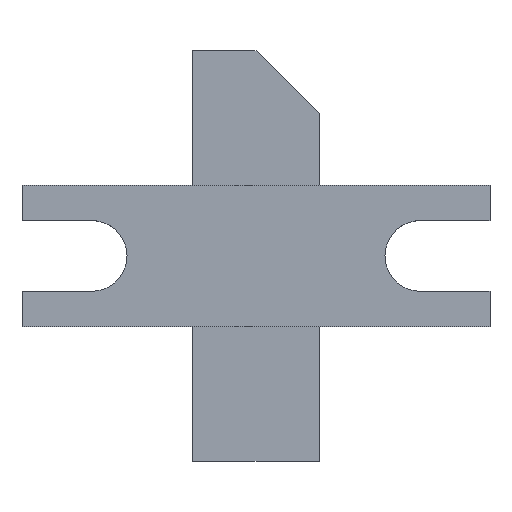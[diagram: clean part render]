
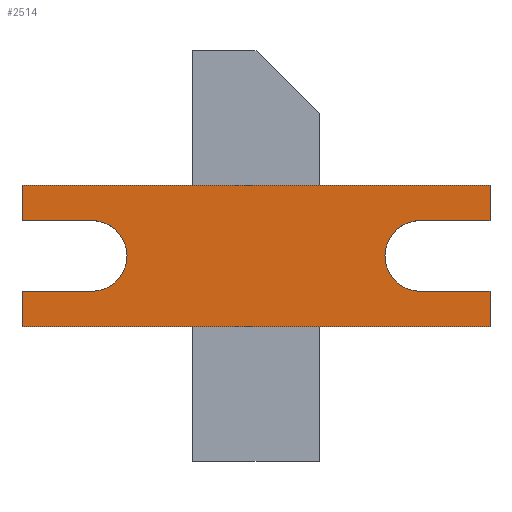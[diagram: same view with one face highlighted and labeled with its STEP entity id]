
A CAD part, top view. The second image highlights one B-rep face of the part: STEP entity #2514.
In plain terms, the highlighted planar face has unit normal (0, 0, 1).
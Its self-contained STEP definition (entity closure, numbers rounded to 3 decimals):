
#2514=ADVANCED_FACE('',(#4342),#4344,.T.);
#4342=FACE_BOUND('',#4343,.T.);
#4343=EDGE_LOOP('',(#6252,#6253,#6254,#6255,#6256,#6257,#6258,#6259,#6260,#6261,
#6262,#6263));
#4344=PLANE('',#4345);
#4345=AXIS2_PLACEMENT_3D('',#4346,#4347,#4348);
#4346=CARTESIAN_POINT('',(0.,0.,1.6));
#4347=DIRECTION('',(0.,0.,1.));
#4348=DIRECTION('',(-1.,0.,0.));
#6252=ORIENTED_EDGE('',*,*,#6992,.T.);
#6253=ORIENTED_EDGE('',*,*,#6990,.T.);
#6254=ORIENTED_EDGE('',*,*,#7012,.T.);
#6255=ORIENTED_EDGE('',*,*,#7010,.T.);
#6256=ORIENTED_EDGE('',*,*,#7008,.T.);
#6257=ORIENTED_EDGE('',*,*,#7006,.T.);
#6258=ORIENTED_EDGE('',*,*,#7004,.T.);
#6259=ORIENTED_EDGE('',*,*,#7002,.T.);
#6260=ORIENTED_EDGE('',*,*,#7000,.T.);
#6261=ORIENTED_EDGE('',*,*,#6998,.T.);
#6262=ORIENTED_EDGE('',*,*,#6996,.T.);
#6263=ORIENTED_EDGE('',*,*,#6994,.T.);
#6990=EDGE_CURVE('',#8224,#8222,#8225,.T.);
#6992=EDGE_CURVE('',#8227,#8224,#8228,.T.);
#6994=EDGE_CURVE('',#8230,#8227,#8231,.T.);
#6996=EDGE_CURVE('',#8233,#8230,#8234,.T.);
#6998=EDGE_CURVE('',#8236,#8233,#8237,.T.);
#7000=EDGE_CURVE('',#8239,#8236,#8240,.T.);
#7002=EDGE_CURVE('',#8242,#8239,#8243,.T.);
#7004=EDGE_CURVE('',#8245,#8242,#8246,.T.);
#7006=EDGE_CURVE('',#8248,#8245,#8249,.T.);
#7008=EDGE_CURVE('',#8251,#8248,#8252,.T.);
#7010=EDGE_CURVE('',#8254,#8251,#8255,.T.);
#7012=EDGE_CURVE('',#8222,#8254,#8257,.T.);
#8222=VERTEX_POINT('',#10949);
#8224=VERTEX_POINT('',#10953);
#8225=LINE('',#10954,#10955);
#8227=VERTEX_POINT('',#10960);
#8228=LINE('',#10961,#10962);
#8230=VERTEX_POINT('',#10967);
#8231=LINE('',#10968,#10969);
#8233=VERTEX_POINT('',#10974);
#8234=CIRCLE('',#10975,1.55);
#8236=VERTEX_POINT('',#10982);
#8237=LINE('',#10983,#10984);
#8239=VERTEX_POINT('',#10989);
#8240=LINE('',#10990,#10991);
#8242=VERTEX_POINT('',#10996);
#8243=LINE('',#10997,#10998);
#8245=VERTEX_POINT('',#11003);
#8246=LINE('',#11004,#11005);
#8248=VERTEX_POINT('',#11010);
#8249=LINE('',#11011,#11012);
#8251=VERTEX_POINT('',#11017);
#8252=CIRCLE('',#11018,1.55);
#8254=VERTEX_POINT('',#11025);
#8255=LINE('',#11026,#11027);
#8257=LINE('',#11032,#11033);
#10949=CARTESIAN_POINT('',(10.25,-3.1,1.6));
#10953=CARTESIAN_POINT('',(-10.25,-3.1,1.6));
#10954=CARTESIAN_POINT('',(-10.25,-3.1,1.6));
#10955=VECTOR('',#10956,1.);
#10956=DIRECTION('',(1.,0.,0.));
#10960=CARTESIAN_POINT('',(-10.25,-1.55,1.6));
#10961=CARTESIAN_POINT('',(-10.25,-1.55,1.6));
#10962=VECTOR('',#10963,1.);
#10963=DIRECTION('',(0.,-1.,0.));
#10967=CARTESIAN_POINT('',(-7.2,-1.55,1.6));
#10968=CARTESIAN_POINT('',(-7.2,-1.55,1.6));
#10969=VECTOR('',#10970,1.);
#10970=DIRECTION('',(-1.,0.,0.));
#10974=CARTESIAN_POINT('',(-7.2,1.55,1.6));
#10975=AXIS2_PLACEMENT_3D('',#10976,#10977,#10978);
#10976=CARTESIAN_POINT('',(-7.2,0.,1.6));
#10977=DIRECTION('',(0.,0.,-1.));
#10978=DIRECTION('',(0.,1.,0.));
#10982=CARTESIAN_POINT('',(-10.25,1.55,1.6));
#10983=CARTESIAN_POINT('',(-10.25,1.55,1.6));
#10984=VECTOR('',#10985,1.);
#10985=DIRECTION('',(1.,0.,0.));
#10989=CARTESIAN_POINT('',(-10.25,3.1,1.6));
#10990=CARTESIAN_POINT('',(-10.25,3.1,1.6));
#10991=VECTOR('',#10992,1.);
#10992=DIRECTION('',(0.,-1.,0.));
#10996=CARTESIAN_POINT('',(10.25,3.1,1.6));
#10997=CARTESIAN_POINT('',(10.25,3.1,1.6));
#10998=VECTOR('',#10999,1.);
#10999=DIRECTION('',(-1.,0.,0.));
#11003=CARTESIAN_POINT('',(10.25,1.55,1.6));
#11004=CARTESIAN_POINT('',(10.25,1.55,1.6));
#11005=VECTOR('',#11006,1.);
#11006=DIRECTION('',(0.,1.,0.));
#11010=CARTESIAN_POINT('',(7.2,1.55,1.6));
#11011=CARTESIAN_POINT('',(7.2,1.55,1.6));
#11012=VECTOR('',#11013,1.);
#11013=DIRECTION('',(1.,0.,0.));
#11017=CARTESIAN_POINT('',(7.2,-1.55,1.6));
#11018=AXIS2_PLACEMENT_3D('',#11019,#11020,#11021);
#11019=CARTESIAN_POINT('',(7.2,0.,1.6));
#11020=DIRECTION('',(0.,0.,-1.));
#11021=DIRECTION('',(0.,-1.,0.));
#11025=CARTESIAN_POINT('',(10.25,-1.55,1.6));
#11026=CARTESIAN_POINT('',(10.25,-1.55,1.6));
#11027=VECTOR('',#11028,1.);
#11028=DIRECTION('',(-1.,0.,0.));
#11032=CARTESIAN_POINT('',(10.25,-3.1,1.6));
#11033=VECTOR('',#11034,1.);
#11034=DIRECTION('',(0.,1.,0.));
